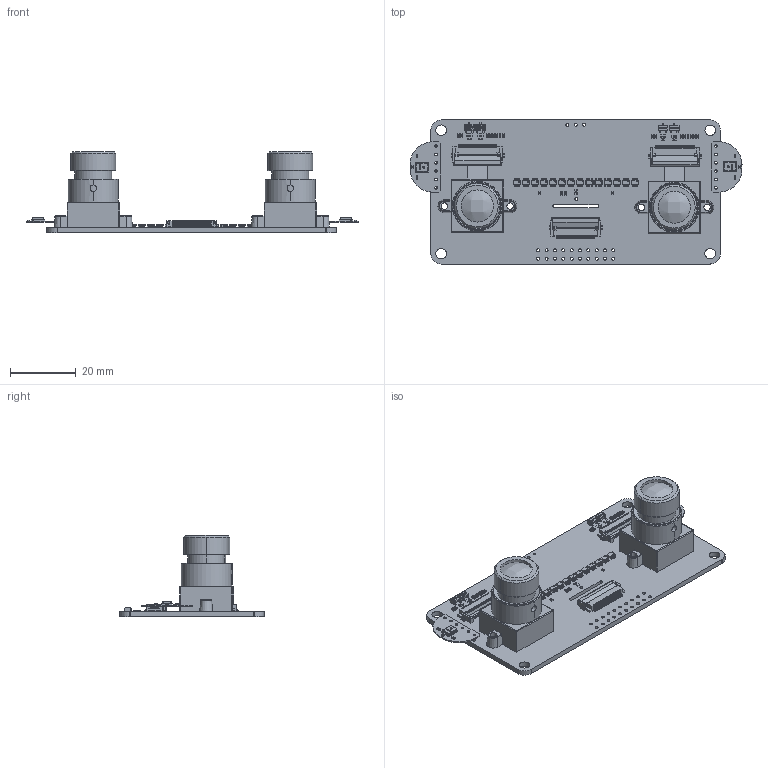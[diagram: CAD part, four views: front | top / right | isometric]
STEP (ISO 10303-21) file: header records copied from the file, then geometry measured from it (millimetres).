
FILE_DESCRIPTION(('Open CASCADE Model'),'2;1');
FILE_NAME('Open CASCADE Shape Model','2019-06-22T14:10:44',('Author'),( 'Open CASCADE'),'Open CASCADE STEP processor 6.8','Open CASCADE 6.8' ,'Unknown');
FILE_SCHEMA(('AUTOMOTIVE_DESIGN { 1 0 10303 214 1 1 1 1 }'));
Length unit declared in the file: millimetre
Products named in the file (80): PCB; Board; R14; User_Library-RES_1005-0402; R13; R12; R11; U20; User_Library-SOT363-2; R10; R9; U19; U18; U17; U16; U15; U14; U13; U12; U11; U10; U9; U8; U7; C21; 0402_SMD_Capacitor; C20; C19; User_Library-0603_SMD_Capacitor; J6; User_Library-M12_lens_holder; User_Library-Lens-3_min; J5; U4; SOT-23-3; U3; U2; U1; R8; R7 ...
Assembly tree (128 placements, depth 5):
  PCB
    Board
    R14
      User_Library-RES_1005-0402
    R13
      User_Library-RES_1005-0402
    R12
      User_Library-RES_1005-0402
    R11
      User_Library-RES_1005-0402
    U20
      User_Library-SOT363-2
    R10
      User_Library-RES_1005-0402
    R9
      User_Library-RES_1005-0402
    U19
      User_Library-SOT363-2
    U18
      User_Library-SOT363-2
    U17
      User_Library-SOT363-2
    U16
      User_Library-SOT363-2
    U15
      User_Library-SOT363-2
    U14
      User_Library-SOT363-2
    U13
      User_Library-SOT363-2
    U12
      User_Library-SOT363-2
    U11
      User_Library-SOT363-2
    U10
      User_Library-SOT363-2
    U9
      User_Library-SOT363-2
    U8
      User_Library-SOT363-2
    U7
      User_Library-SOT363-2
    C21
      0402_SMD_Capacitor
    C20
      0402_SMD_Capacitor
    C19
      User_Library-0603_SMD_Capacitor
    J6
      User_Library-M12_lens_holder
      User_Library-Lens-3_min
    J5
      User_Library-M12_lens_holder
      User_Library-Lens-3_min
    U4
      SOT-23-3
    U3
      SOT-23-3
    U2
      SOT-23-3
Bounding box: 101.12 x 43.87 x 24.9 mm (x, y, z)
Volume: 14731.8 mm3; surface area: 19653.3 mm2
Topology: 157 solids, 157 shells, 8636 faces, 22965 edges, 14832 vertices
Faces by surface type: plane 5681, cylinder 1456, bspline 1313, sphere 132, cone 38, torus 16
Full cylindrical faces by diameter (mm): 0.8 x12, 0.9 x36, 2.01 x4, 3.2 x4
Entity records: 105287 total; most frequent: CARTESIAN_POINT 40618, ORIENTED_EDGE 11344, DIRECTION 9884, EDGE_CURVE 5672, LINE 4206, VECTOR 4206, VERTEX_POINT 3680, AXIS2_PLACEMENT_3D 2839
